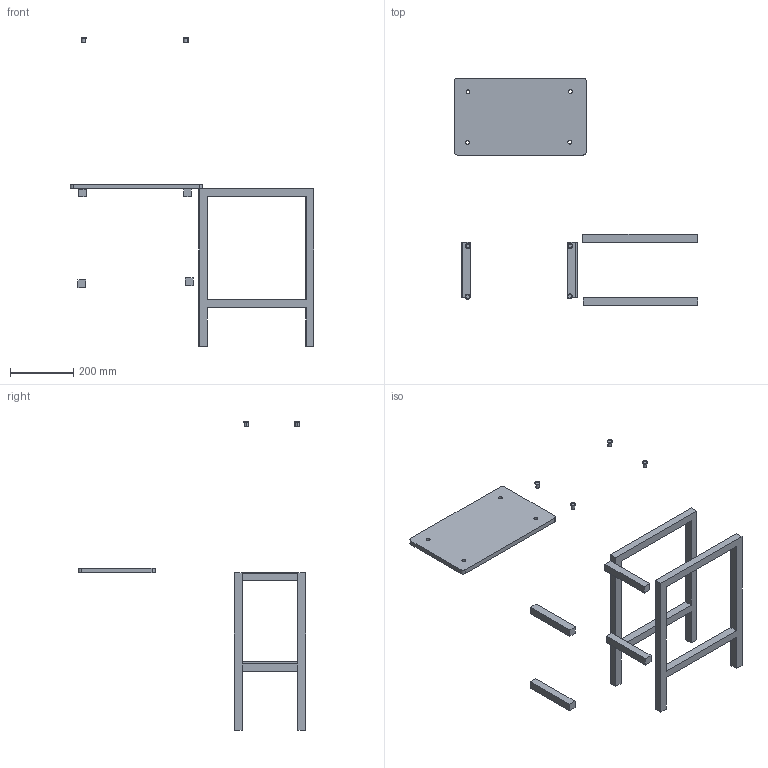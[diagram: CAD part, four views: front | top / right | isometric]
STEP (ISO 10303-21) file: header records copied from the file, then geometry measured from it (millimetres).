
FILE_DESCRIPTION (( 'STEP AP214' ), '1' );
FILE_NAME ('×°ÅäÌå2.STEP', '2025-01-17T12:20:03', ( '' ), ( '' ), 'SwSTEP 2.0', 'SolidWorks 2024', '' );
FILE_SCHEMA (( 'AUTOMOTIVE_DESIGN' ));
Length unit declared in the file: millimetre
Products named in the file (5): 装配体2; 支架1; 支架2; 凳面一; 零件1
Assembly tree (11 placements, depth 2):
  装配体2
    凳面一
    零件1  x4
    支架1  x2
    支架2  x4
Bounding box: 773.9 x 721.27 x 979.41 mm (x, y, z)
Volume: 4012016.3 mm3; surface area: 631029.6 mm2
Topology: 11 solids, 11 shells, 98 faces, 216 edges, 144 vertices
Faces by surface type: plane 70, cylinder 28
Entity records: 1544 total; most frequent: DIRECTION 258, CARTESIAN_POINT 239, ORIENTED_EDGE 216, EDGE_CURVE 108, AXIS2_PLACEMENT_3D 91, LINE 76, VECTOR 76, VERTEX_POINT 72
